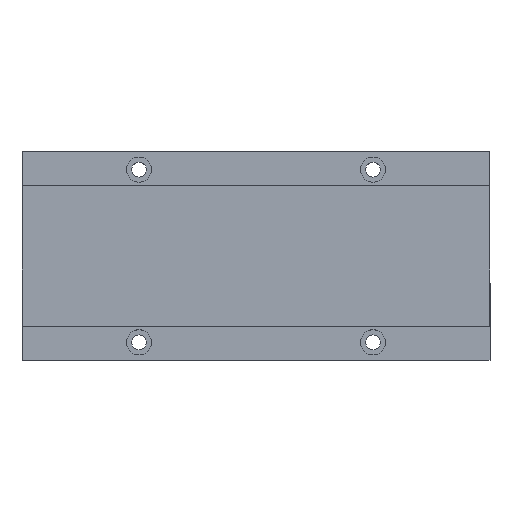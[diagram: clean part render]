
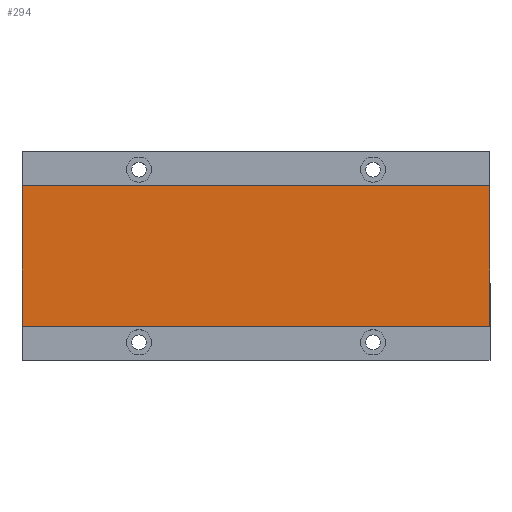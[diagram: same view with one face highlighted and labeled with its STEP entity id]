
A CAD part, top view. The second image highlights one B-rep face of the part: STEP entity #294.
In plain terms, the highlighted planar face has unit normal (0, 0, 1).
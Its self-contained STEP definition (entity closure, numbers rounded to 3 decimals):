
#6 = CARTESIAN_POINT ( 'NONE',  ( 84., 25.2, 10.7 ) ) ;
#51 = LINE ( 'NONE', #359, #976 ) ;
#63 = ORIENTED_EDGE ( 'NONE', *, *, #649, .T. ) ;
#80 = LINE ( 'NONE', #151, #711 ) ;
#126 = DIRECTION ( 'NONE',  ( 1., 0., 0. ) ) ;
#133 = VERTEX_POINT ( 'NONE', #776 ) ;
#151 = CARTESIAN_POINT ( 'NONE',  ( -84., -25.2, 10.7 ) ) ;
#191 = PLANE ( 'NONE',  #488 ) ;
#194 = EDGE_LOOP ( 'NONE', ( #761, #590, #579, #63 ) ) ;
#289 = VECTOR ( 'NONE', #946, 1000. ) ;
#294 = ADVANCED_FACE ( 'NONE', ( #887 ), #191, .T. ) ;
#308 = VERTEX_POINT ( 'NONE', #951 ) ;
#317 = DIRECTION ( 'NONE',  ( 1., 0., 0. ) ) ;
#359 = CARTESIAN_POINT ( 'NONE',  ( -84., 25.2, 10.7 ) ) ;
#375 = EDGE_CURVE ( 'NONE', #747, #308, #51, .T. ) ;
#421 = DIRECTION ( 'NONE',  ( 0., 0., 1. ) ) ;
#448 = EDGE_CURVE ( 'NONE', #663, #747, #740, .T. ) ;
#471 = VECTOR ( 'NONE', #949, 1000. ) ;
#488 = AXIS2_PLACEMENT_3D ( 'NONE', #745, #421, #126 ) ;
#547 = CARTESIAN_POINT ( 'NONE',  ( -84., 25.2, 10.7 ) ) ;
#579 = ORIENTED_EDGE ( 'NONE', *, *, #375, .T. ) ;
#590 = ORIENTED_EDGE ( 'NONE', *, *, #448, .T. ) ;
#602 = CARTESIAN_POINT ( 'NONE',  ( -84., 25.2, 10.7 ) ) ;
#649 = EDGE_CURVE ( 'NONE', #308, #133, #80, .T. ) ;
#663 = VERTEX_POINT ( 'NONE', #6 ) ;
#674 = DIRECTION ( 'NONE',  ( 0., -1., 0. ) ) ;
#711 = VECTOR ( 'NONE', #317, 1000. ) ;
#719 = CARTESIAN_POINT ( 'NONE',  ( 84., 25.2, 10.7 ) ) ;
#740 = LINE ( 'NONE', #602, #471 ) ;
#745 = CARTESIAN_POINT ( 'NONE',  ( 0., 0., 10.7 ) ) ;
#747 = VERTEX_POINT ( 'NONE', #547 ) ;
#761 = ORIENTED_EDGE ( 'NONE', *, *, #939, .T. ) ;
#776 = CARTESIAN_POINT ( 'NONE',  ( 84., -25.2, 10.7 ) ) ;
#887 = FACE_OUTER_BOUND ( 'NONE', #194, .T. ) ;
#932 = LINE ( 'NONE', #719, #289 ) ;
#939 = EDGE_CURVE ( 'NONE', #133, #663, #932, .T. ) ;
#946 = DIRECTION ( 'NONE',  ( 0., 1., 0. ) ) ;
#949 = DIRECTION ( 'NONE',  ( -1., 0., 0. ) ) ;
#951 = CARTESIAN_POINT ( 'NONE',  ( -84., -25.2, 10.7 ) ) ;
#976 = VECTOR ( 'NONE', #674, 1000. ) ;
